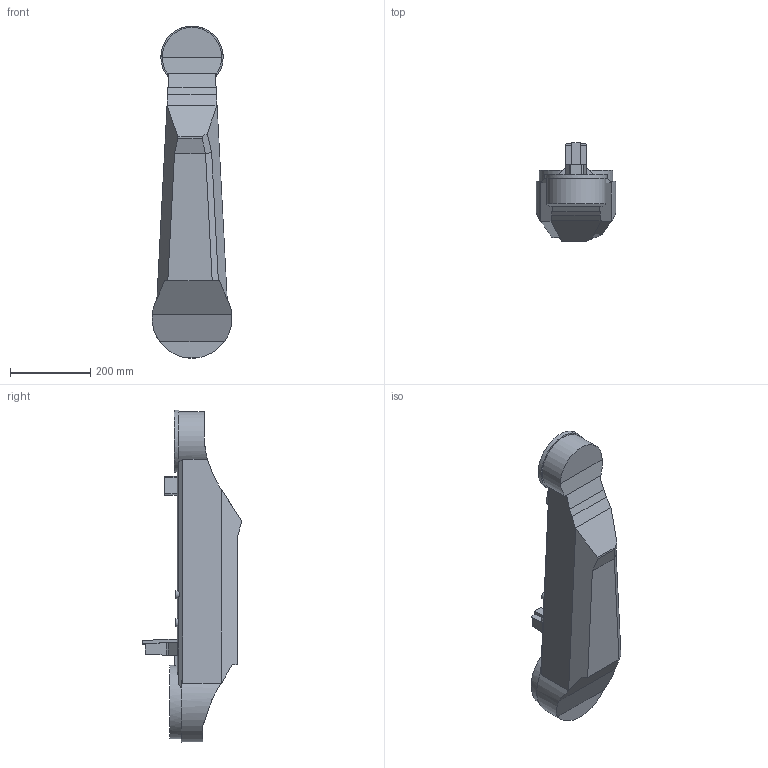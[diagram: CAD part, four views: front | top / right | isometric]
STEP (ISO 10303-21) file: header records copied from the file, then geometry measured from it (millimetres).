
FILE_DESCRIPTION(/* description */ (''),/* implementation_level */ '2;1');
FILE_NAME(/* name */ 'KR6-2 Arm1_ipt_cc317efc.STEP',/* time_stamp */ '2016-12-11T12:29:28-08:00',/* author */ ('Pietro'),/* organization */ (''),/* preprocessor_version */ 'ST-DEVELOPER v16.5',/* originating_system */ 'Autodesk Inventor 2017',/* authorisation */ '');
FILE_SCHEMA (('AUTOMOTIVE_DESIGN { 1 0 10303 214 3 1 1 }'));
Length unit declared in the file: millimetre
Products named in the file (1): KR6-2 Arm1
Bounding box: 198.87 x 246 x 826.64 mm (x, y, z)
Volume: 14559428 mm3; surface area: 469298 mm2
Topology: 1 solids, 1 shells, 82 faces, 225 edges, 151 vertices
Faces by surface type: plane 66, cylinder 16
Full cylindrical faces by diameter (mm): 4.8 x4, 20 x4, 155 x1, 183 x1
Entity records: 2650 total; most frequent: CARTESIAN_POINT 459, DIRECTION 458, ORIENTED_EDGE 450, EDGE_CURVE 225, LINE 158, VECTOR 158, VERTEX_POINT 151, AXIS2_PLACEMENT_3D 150
